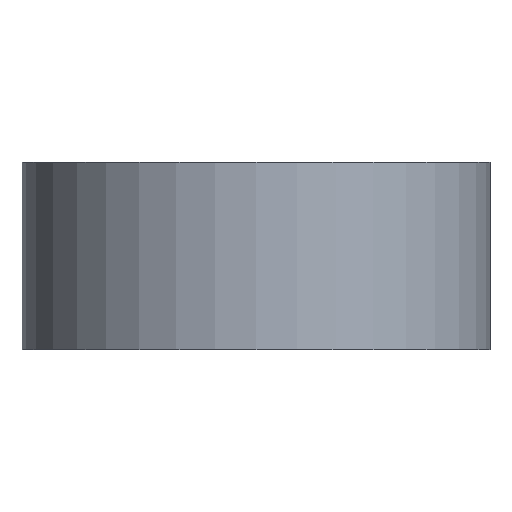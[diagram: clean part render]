
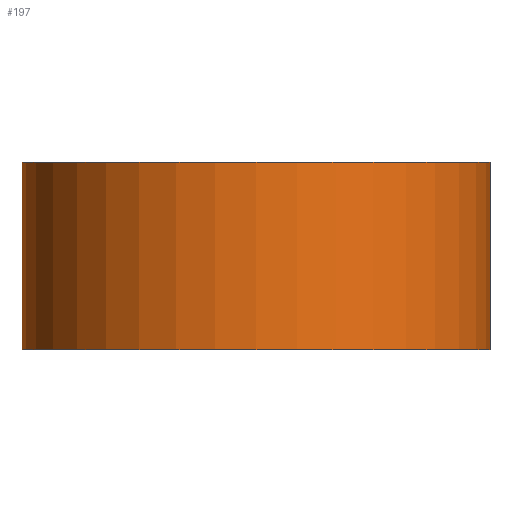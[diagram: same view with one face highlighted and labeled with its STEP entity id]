
A CAD part, front view. The second image highlights one B-rep face of the part: STEP entity #197.
In plain terms, the highlighted cylindrical face has radius 5 mm (diameter 10 mm), a partial arc.
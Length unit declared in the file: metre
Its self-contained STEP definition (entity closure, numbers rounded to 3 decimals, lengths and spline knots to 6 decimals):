
#14=CIRCLE('',#224,0.005);
#15=CIRCLE('',#225,0.005);
#23=CYLINDRICAL_SURFACE('',#223,0.005);
#43=ORIENTED_EDGE('',*,*,#93,.T.);
#44=ORIENTED_EDGE('',*,*,#94,.F.);
#45=ORIENTED_EDGE('',*,*,#95,.F.);
#46=ORIENTED_EDGE('',*,*,#90,.T.);
#90=EDGE_CURVE('',#115,#113,#132,.T.);
#93=EDGE_CURVE('',#113,#117,#14,.T.);
#94=EDGE_CURVE('',#118,#117,#135,.T.);
#95=EDGE_CURVE('',#115,#118,#15,.T.);
#113=VERTEX_POINT('',#322);
#115=VERTEX_POINT('',#325);
#117=VERTEX_POINT('',#331);
#118=VERTEX_POINT('',#333);
#132=LINE('',#324,#148);
#135=LINE('',#332,#151);
#148=VECTOR('',#261,1.);
#151=VECTOR('',#268,1.);
#159=EDGE_LOOP('',(#43,#44,#45,#46));
#175=FACE_BOUND('',#159,.T.);
#197=ADVANCED_FACE('',(#175),#23,.T.);
#223=AXIS2_PLACEMENT_3D('',#329,#264,#265);
#224=AXIS2_PLACEMENT_3D('',#330,#266,#267);
#225=AXIS2_PLACEMENT_3D('',#334,#269,#270);
#261=DIRECTION('',(0.,0.,-1.));
#264=DIRECTION('',(0.,0.,-1.));
#265=DIRECTION('',(-1.,0.,0.));
#266=DIRECTION('',(0.,0.,1.));
#267=DIRECTION('',(1.,0.,0.));
#268=DIRECTION('',(0.,0.,-1.));
#269=DIRECTION('',(0.,0.,1.));
#270=DIRECTION('',(1.,0.,0.));
#322=CARTESIAN_POINT('',(-0.005,0.023716,0.));
#324=CARTESIAN_POINT('',(-0.005,0.023716,0.004));
#325=CARTESIAN_POINT('',(-0.005,0.023716,0.004));
#329=CARTESIAN_POINT('',(0.,0.023716,0.004));
#330=CARTESIAN_POINT('',(0.,0.023716,0.));
#331=CARTESIAN_POINT('',(0.005,0.023716,0.));
#332=CARTESIAN_POINT('',(0.005,0.023716,0.004));
#333=CARTESIAN_POINT('',(0.005,0.023716,0.004));
#334=CARTESIAN_POINT('',(0.,0.023716,0.004));
